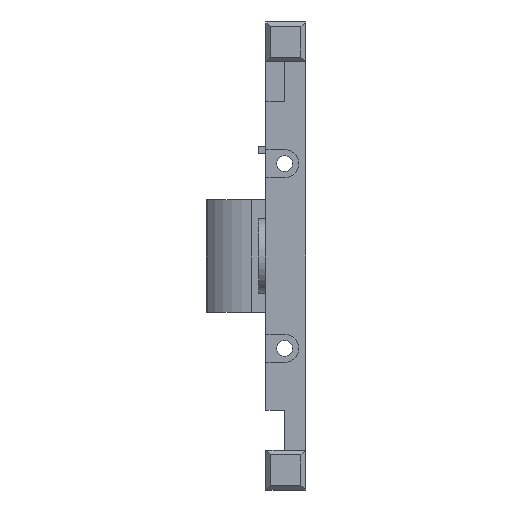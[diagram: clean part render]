
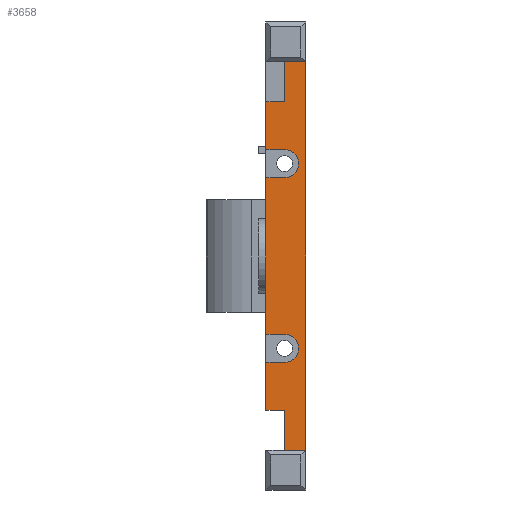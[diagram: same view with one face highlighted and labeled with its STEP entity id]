
A CAD part, left-side view. The second image highlights one B-rep face of the part: STEP entity #3658.
In plain terms, the highlighted planar face has unit normal (-1, 0, 0).
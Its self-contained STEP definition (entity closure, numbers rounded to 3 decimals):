
#53 = LINE ( 'NONE', #2385, #1500 ) ;
#111 = VERTEX_POINT ( 'NONE', #3121 ) ;
#114 = LINE ( 'NONE', #1942, #1397 ) ;
#249 = CARTESIAN_POINT ( 'NONE',  ( 6.75, 4.5, -69.75 ) ) ;
#284 = DIRECTION ( 'NONE',  ( 0., 0., 1. ) ) ;
#358 = CARTESIAN_POINT ( 'NONE',  ( 6.75, 8.5, -91.5 ) ) ;
#381 = DIRECTION ( 'NONE',  ( 0., 0., 1. ) ) ;
#459 = VERTEX_POINT ( 'NONE', #4259 ) ;
#481 = EDGE_CURVE ( 'NONE', #1414, #3222, #3726, .T. ) ;
#490 = EDGE_CURVE ( 'NONE', #4659, #1121, #4839, .T. ) ;
#604 = ORIENTED_EDGE ( 'NONE', *, *, #481, .F. ) ;
#743 = VERTEX_POINT ( 'NONE', #7141 ) ;
#751 = ORIENTED_EDGE ( 'NONE', *, *, #4722, .F. ) ;
#816 = VECTOR ( 'NONE', #1018, 1000. ) ;
#851 = ORIENTED_EDGE ( 'NONE', *, *, #3312, .F. ) ;
#906 = CARTESIAN_POINT ( 'NONE',  ( 6.75, 8.5, 0. ) ) ;
#1008 = CARTESIAN_POINT ( 'NONE',  ( 6.75, 4.5, -30.25 ) ) ;
#1018 = DIRECTION ( 'NONE',  ( 0., 0., 1. ) ) ;
#1038 = LINE ( 'NONE', #358, #5646 ) ;
#1121 = VERTEX_POINT ( 'NONE', #6094 ) ;
#1301 = VECTOR ( 'NONE', #7110, 1000. ) ;
#1349 = EDGE_CURVE ( 'NONE', #5227, #459, #7403, .T. ) ;
#1364 = LINE ( 'NONE', #4888, #2959 ) ;
#1374 = DIRECTION ( 'NONE',  ( 0., 0., -1. ) ) ;
#1397 = VECTOR ( 'NONE', #4811, 1000. ) ;
#1414 = VERTEX_POINT ( 'NONE', #3562 ) ;
#1426 = CARTESIAN_POINT ( 'NONE',  ( 6.75, 4.5, -72.75 ) ) ;
#1500 = VECTOR ( 'NONE', #4723, 1000. ) ;
#1542 = ORIENTED_EDGE ( 'NONE', *, *, #6959, .F. ) ;
#1592 = EDGE_CURVE ( 'NONE', #4381, #4659, #1889, .T. ) ;
#1779 = VERTEX_POINT ( 'NONE', #4060 ) ;
#1812 = LINE ( 'NONE', #3102, #1301 ) ;
#1827 = CARTESIAN_POINT ( 'NONE',  ( 6.75, 8.5, -27.25 ) ) ;
#1889 = CIRCLE ( 'NONE', #6159, 3. ) ;
#1905 = DIRECTION ( 'NONE',  ( 0., 1., 0. ) ) ;
#1942 = CARTESIAN_POINT ( 'NONE',  ( 6.75, 4.5, -17. ) ) ;
#2066 = FACE_OUTER_BOUND ( 'NONE', #5251, .T. ) ;
#2095 = VERTEX_POINT ( 'NONE', #6918 ) ;
#2385 = CARTESIAN_POINT ( 'NONE',  ( 6.75, 4.5, -83. ) ) ;
#2481 = VECTOR ( 'NONE', #2503, 1000. ) ;
#2494 = VECTOR ( 'NONE', #7554, 1000. ) ;
#2503 = DIRECTION ( 'NONE',  ( 0., 1., 0. ) ) ;
#2519 = VERTEX_POINT ( 'NONE', #6144 ) ;
#2617 = CARTESIAN_POINT ( 'NONE',  ( 6.75, 4.5, -33.25 ) ) ;
#2693 = CARTESIAN_POINT ( 'NONE',  ( 6.75, 4.5, -17. ) ) ;
#2713 = VECTOR ( 'NONE', #3756, 1000. ) ;
#2736 = ORIENTED_EDGE ( 'NONE', *, *, #4208, .F. ) ;
#2908 = LINE ( 'NONE', #3443, #6540 ) ;
#2959 = VECTOR ( 'NONE', #5457, 1000. ) ;
#3002 = AXIS2_PLACEMENT_3D ( 'NONE', #1008, #4673, #4027 ) ;
#3031 = CARTESIAN_POINT ( 'NONE',  ( 6.75, 4.5, -72.75 ) ) ;
#3102 = CARTESIAN_POINT ( 'NONE',  ( 6.75, 4.5, -83. ) ) ;
#3121 = CARTESIAN_POINT ( 'NONE',  ( 6.75, 4.5, -27.25 ) ) ;
#3184 = EDGE_CURVE ( 'NONE', #5042, #4267, #53, .T. ) ;
#3203 = DIRECTION ( 'NONE',  ( 1., 0., 0. ) ) ;
#3216 = VECTOR ( 'NONE', #5482, 1000. ) ;
#3222 = VERTEX_POINT ( 'NONE', #3832 ) ;
#3277 = LINE ( 'NONE', #4472, #5887 ) ;
#3312 = EDGE_CURVE ( 'NONE', #2095, #4381, #4902, .T. ) ;
#3443 = CARTESIAN_POINT ( 'NONE',  ( 6.75, 8.5, 0. ) ) ;
#3457 = VECTOR ( 'NONE', #1905, 1000. ) ;
#3562 = CARTESIAN_POINT ( 'NONE',  ( 6.75, 8.5, -33.25 ) ) ;
#3656 = CARTESIAN_POINT ( 'NONE',  ( 6.75, 0., -91.5 ) ) ;
#3658 = ADVANCED_FACE ( 'NONE', ( #2066 ), #5500, .F. ) ;
#3726 = LINE ( 'NONE', #2617, #3216 ) ;
#3756 = DIRECTION ( 'NONE',  ( 0., -1., 0. ) ) ;
#3772 = EDGE_CURVE ( 'NONE', #1779, #5227, #1038, .T. ) ;
#3817 = VERTEX_POINT ( 'NONE', #1827 ) ;
#3832 = CARTESIAN_POINT ( 'NONE',  ( 6.75, 4.5, -33.25 ) ) ;
#3950 = DIRECTION ( 'NONE',  ( 0., 0., 1. ) ) ;
#3968 = EDGE_CURVE ( 'NONE', #111, #3817, #1364, .T. ) ;
#4012 = EDGE_CURVE ( 'NONE', #6954, #2519, #4924, .T. ) ;
#4018 = DIRECTION ( 'NONE',  ( 0., -1., 0. ) ) ;
#4027 = DIRECTION ( 'NONE',  ( 0., 0., -1. ) ) ;
#4060 = CARTESIAN_POINT ( 'NONE',  ( 6.75, 4.5, -91.5 ) ) ;
#4071 = VECTOR ( 'NONE', #6530, 1000. ) ;
#4096 = CARTESIAN_POINT ( 'NONE',  ( 6.75, 4.5, -66.75 ) ) ;
#4208 = EDGE_CURVE ( 'NONE', #3817, #2519, #3277, .T. ) ;
#4232 = ORIENTED_EDGE ( 'NONE', *, *, #7535, .F. ) ;
#4259 = CARTESIAN_POINT ( 'NONE',  ( 6.75, 0., -8.5 ) ) ;
#4267 = VERTEX_POINT ( 'NONE', #4581 ) ;
#4381 = VERTEX_POINT ( 'NONE', #3031 ) ;
#4398 = CARTESIAN_POINT ( 'NONE',  ( 6.75, 8.5, 0. ) ) ;
#4420 = ORIENTED_EDGE ( 'NONE', *, *, #3184, .F. ) ;
#4472 = CARTESIAN_POINT ( 'NONE',  ( 6.75, 8.5, 0. ) ) ;
#4503 = CARTESIAN_POINT ( 'NONE',  ( 6.75, 0., 0. ) ) ;
#4581 = CARTESIAN_POINT ( 'NONE',  ( 6.75, 8.5, -83. ) ) ;
#4659 = VERTEX_POINT ( 'NONE', #4096 ) ;
#4673 = DIRECTION ( 'NONE',  ( -1., 0., 0. ) ) ;
#4722 = EDGE_CURVE ( 'NONE', #743, #459, #7030, .T. ) ;
#4723 = DIRECTION ( 'NONE',  ( 0., 1., 0. ) ) ;
#4811 = DIRECTION ( 'NONE',  ( 0., 0., 1. ) ) ;
#4839 = LINE ( 'NONE', #7195, #2481 ) ;
#4888 = CARTESIAN_POINT ( 'NONE',  ( 6.75, 4.5, -27.25 ) ) ;
#4902 = LINE ( 'NONE', #1426, #2713 ) ;
#4924 = LINE ( 'NONE', #6097, #3457 ) ;
#5042 = VERTEX_POINT ( 'NONE', #6303 ) ;
#5203 = ORIENTED_EDGE ( 'NONE', *, *, #490, .F. ) ;
#5227 = VERTEX_POINT ( 'NONE', #3656 ) ;
#5250 = EDGE_CURVE ( 'NONE', #6954, #743, #114, .T. ) ;
#5251 = EDGE_LOOP ( 'NONE', ( #5804, #604, #4232, #5203, #7017, #851, #1542, #4420, #6283, #6737, #6826, #751, #6416, #5951, #2736, #6355 ) ) ;
#5383 = CARTESIAN_POINT ( 'NONE',  ( 6.75, 8.5, -8.5 ) ) ;
#5392 = AXIS2_PLACEMENT_3D ( 'NONE', #4398, #3203, #1374 ) ;
#5457 = DIRECTION ( 'NONE',  ( 0., 1., 0. ) ) ;
#5482 = DIRECTION ( 'NONE',  ( 0., -1., 0. ) ) ;
#5500 = PLANE ( 'NONE',  #5392 ) ;
#5646 = VECTOR ( 'NONE', #4018, 1000. ) ;
#5804 = ORIENTED_EDGE ( 'NONE', *, *, #7448, .F. ) ;
#5887 = VECTOR ( 'NONE', #381, 1000. ) ;
#5951 = ORIENTED_EDGE ( 'NONE', *, *, #4012, .T. ) ;
#6094 = CARTESIAN_POINT ( 'NONE',  ( 6.75, 8.5, -66.75 ) ) ;
#6097 = CARTESIAN_POINT ( 'NONE',  ( 6.75, 4.5, -17. ) ) ;
#6144 = CARTESIAN_POINT ( 'NONE',  ( 6.75, 8.5, -17. ) ) ;
#6159 = AXIS2_PLACEMENT_3D ( 'NONE', #249, #7310, #284 ) ;
#6283 = ORIENTED_EDGE ( 'NONE', *, *, #7221, .F. ) ;
#6303 = CARTESIAN_POINT ( 'NONE',  ( 6.75, 4.5, -83. ) ) ;
#6355 = ORIENTED_EDGE ( 'NONE', *, *, #3968, .F. ) ;
#6416 = ORIENTED_EDGE ( 'NONE', *, *, #5250, .F. ) ;
#6530 = DIRECTION ( 'NONE',  ( 0., -1., 0. ) ) ;
#6540 = VECTOR ( 'NONE', #3950, 1000. ) ;
#6659 = CIRCLE ( 'NONE', #3002, 3. ) ;
#6737 = ORIENTED_EDGE ( 'NONE', *, *, #3772, .T. ) ;
#6826 = ORIENTED_EDGE ( 'NONE', *, *, #1349, .T. ) ;
#6918 = CARTESIAN_POINT ( 'NONE',  ( 6.75, 8.5, -72.75 ) ) ;
#6954 = VERTEX_POINT ( 'NONE', #2693 ) ;
#6959 = EDGE_CURVE ( 'NONE', #4267, #2095, #7351, .T. ) ;
#7017 = ORIENTED_EDGE ( 'NONE', *, *, #1592, .F. ) ;
#7030 = LINE ( 'NONE', #5383, #4071 ) ;
#7110 = DIRECTION ( 'NONE',  ( 0., 0., 1. ) ) ;
#7141 = CARTESIAN_POINT ( 'NONE',  ( 6.75, 4.5, -8.5 ) ) ;
#7195 = CARTESIAN_POINT ( 'NONE',  ( 6.75, 4.5, -66.75 ) ) ;
#7221 = EDGE_CURVE ( 'NONE', #1779, #5042, #1812, .T. ) ;
#7310 = DIRECTION ( 'NONE',  ( -1., 0., 0. ) ) ;
#7351 = LINE ( 'NONE', #906, #816 ) ;
#7403 = LINE ( 'NONE', #4503, #2494 ) ;
#7448 = EDGE_CURVE ( 'NONE', #3222, #111, #6659, .T. ) ;
#7535 = EDGE_CURVE ( 'NONE', #1121, #1414, #2908, .T. ) ;
#7554 = DIRECTION ( 'NONE',  ( 0., 0., 1. ) ) ;
